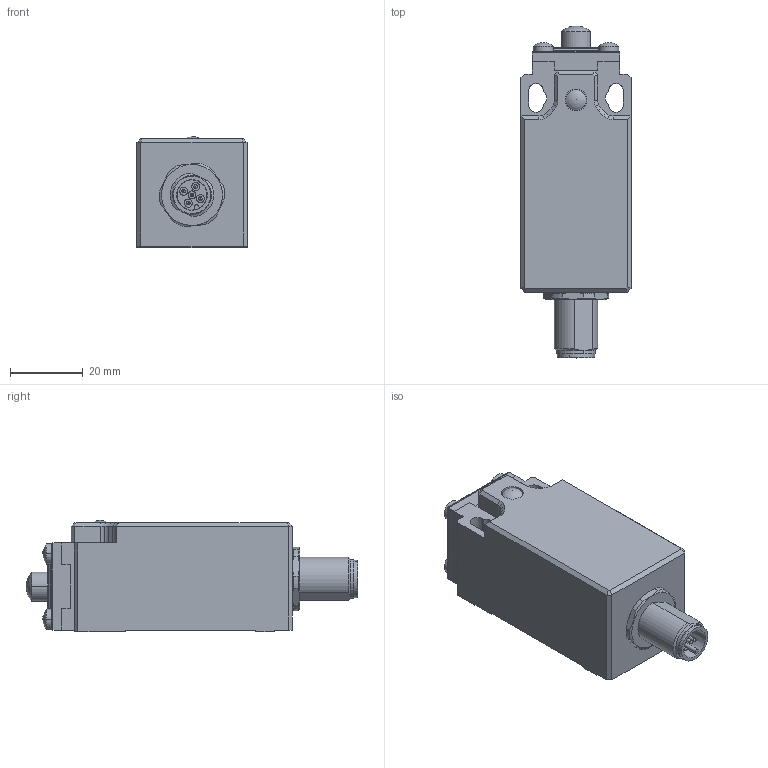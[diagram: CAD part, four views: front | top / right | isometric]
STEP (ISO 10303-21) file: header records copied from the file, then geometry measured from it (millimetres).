
FILE_DESCRIPTION (( 'STEP AP214' ), '1' );
FILE_NAME ('AAP7T10Z11.step', '2019-09-05T21:16:04', ( '' ), ( '' ), 'SwSTEP 2.0', 'SolidWorks 2018', '' );
FILE_SCHEMA (( 'AUTOMOTIVE_DESIGN' ));
Length unit declared in the file: inch
Products named in the file (1): AAP7T10Z11
Bounding box: 30.3 x 91.4 x 30.6 mm (x, y, z)
Volume: 58060.1 mm3; surface area: 15113.5 mm2
Topology: 4 solids, 4 shells, 293 faces, 717 edges, 458 vertices
Faces by surface type: plane 134, cylinder 112, cone 24, torus 12, sphere 11
Entity records: 12619 total; most frequent: CARTESIAN_POINT 1676, DIRECTION 1547, ORIENTED_EDGE 1430, EDGE_CURVE 715, AXIS2_PLACEMENT_3D 572, VERTEX_POINT 457, LINE 403, VECTOR 403
